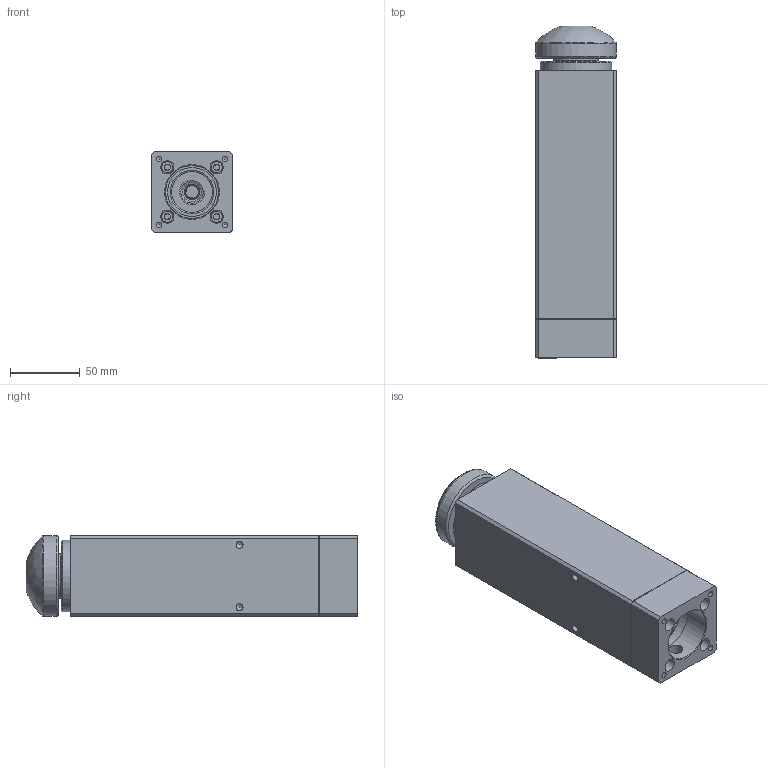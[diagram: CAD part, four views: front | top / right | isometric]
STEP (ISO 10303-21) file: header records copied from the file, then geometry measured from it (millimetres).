
FILE_DESCRIPTION(/* description */ (''),/* implementation_level */ '2;1');
FILE_NAME(/* name */ 'AC231 ABS.stp',/* time_stamp */ '2018-12-13T15:05:42-05:00',/* author */ ('sboulais'),/* organization */ (''),/* preprocessor_version */ 'ST-DEVELOPER v16.13',/* originating_system */ 'Autodesk Inventor 2018',/* authorisation */ '');
FILE_SCHEMA (('AUTOMOTIVE_DESIGN { 1 0 10303 214 3 1 1 }'));
Products named in the file (1): 190-202-0052_Shrinkwrap_1
Bounding box: 57.99 x 237.15 x 57.99 mm (x, y, z)
Volume: 609548.4 mm3; surface area: 167227.5 mm2
Topology: 22 solids, 22 shells, 502 faces, 1370 edges, 931 vertices
Faces by surface type: cylinder 218, plane 138, cone 119, bspline 19, torus 7, sphere 1
Full cylindrical faces by diameter (mm): 4.2 x8, 4.917 x1, 4.978 x4, 5 x86, 5.49 x1, 5.5 x4, 5.578 x4, 6 x9, 6.096 x1, 6.35 x6, 7.441 x1, 8.237 x1, 8.5 x4, 9.5 x4, 9.728 x1, 10 x3, 12 x1, 12.7 x1, 13.487 x2, 13.494 x1, 13.5 x1, 14 x2, 16 x11, 16.25 x1, 16.669 x2, 19 x4, 20 x2, 31 x1, 31.75 x2, 34.925 x3
Entity records: 34972 total; most frequent: CARTESIAN_POINT 26097, ORIENTED_EDGE 1728, DIRECTION 1570, EDGE_CURVE 864, AXIS2_PLACEMENT_3D 700, VERTEX_POINT 681, EDGE_LOOP 615, STYLED_ITEM 420
